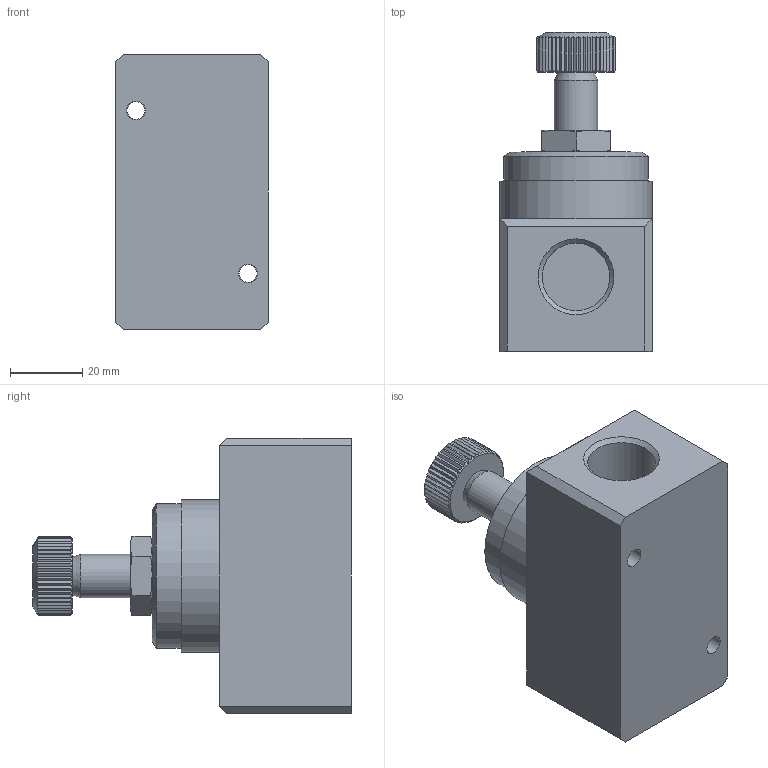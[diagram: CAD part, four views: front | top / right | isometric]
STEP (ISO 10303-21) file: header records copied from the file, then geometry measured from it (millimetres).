
FILE_DESCRIPTION(/* description */ ('STEP AP214'),/* implementation_level */ '2;1');
FILE_NAME(/* name */ '3720_GR-1_2',/* time_stamp */ '2024-08-22T17:53:23+02:00',/* author */ ('License CC BY-ND 4.0'),/* organization */ ('CADENAS'),/* preprocessor_version */ 'ST-DEVELOPER v19.3',/* originating_system */ 'PARTsolutions',/* authorisation */ ' ');
FILE_SCHEMA (('AUTOMOTIVE_DESIGN {1 0 10303 214 3 1 1}'));
Length unit declared in the file: millimetre
Products named in the file (1): 3720 GR-1/2---(0)
Bounding box: 42 x 88 x 76 mm (x, y, z)
Volume: 137044.4 mm3; surface area: 22514.2 mm2
Topology: 1 solids, 1 shells, 153 faces, 411 edges, 268 vertices
Faces by surface type: plane 128, cone 14, cylinder 11
Full cylindrical faces by diameter (mm): 4.1 x2, 4.917 x2, 5.2 x2, 12 x1, 18.631 x2, 40 x1, 42 x1
Entity records: 4796 total; most frequent: CARTESIAN_POINT 1448, ORIENTED_EDGE 762, DIRECTION 512, EDGE_CURVE 381, VERTEX_POINT 265, B_SPLINE_CURVE_WITH_KNOTS 212, FACE_BOUND 192, EDGE_LOOP 190
